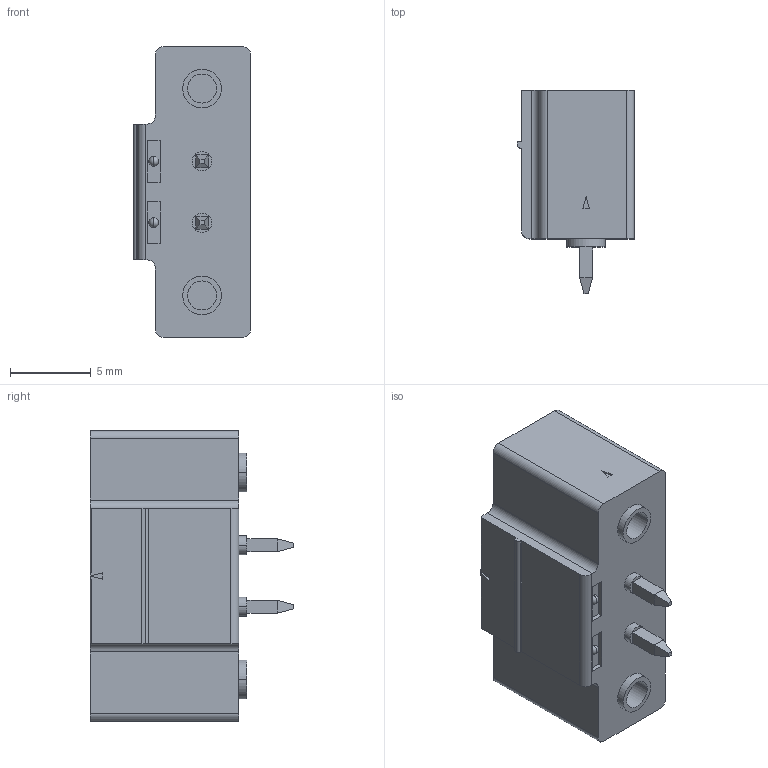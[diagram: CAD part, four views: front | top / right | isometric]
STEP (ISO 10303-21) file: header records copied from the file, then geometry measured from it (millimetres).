
FILE_DESCRIPTION(('SolidDesigner STEP Export'),'2;1');
FILE_NAME('mcv_1.5-2-gf-3.81.stp','2005-04-04T13:53:11',(''),(''),'OneSpaceDesigner STEP processor Version: 9.0 (March 2001)for AP214(CD)(Solid Model)','CoCreate OneSpaceDesigner: 11.50A 18-Jul-2002(C) CoCreate Software GmbH','');
FILE_SCHEMA(('AUTOMOTIVE_DESIGN_CC2 {1 2 10303 214 -1 1 5 1}'));
Length unit declared in the file: millimetre
Products named in the file (2): mcv_1.5-2-gf-3.81
Assembly tree (1 placements, depth 2):
  mcv_1.5-2-gf-3.81
    mcv_1.5-2-gf-3.81
Bounding box: 7.25 x 12.6 x 18.01 mm (x, y, z)
Volume: 782.7 mm3; surface area: 1186.1 mm2
Topology: 1 solids, 1 shells, 218 faces, 547 edges, 354 vertices
Faces by surface type: plane 149, cylinder 61, cone 4, sphere 4
Entity records: 7917 total; most frequent: CARTESIAN_POINT 1088, ORIENTED_EDGE 1086, DIRECTION 979, EDGE_CURVE 543, VECTOR 385, LINE 385, VERTEX_POINT 354, AXIS2_PLACEMENT_3D 297
